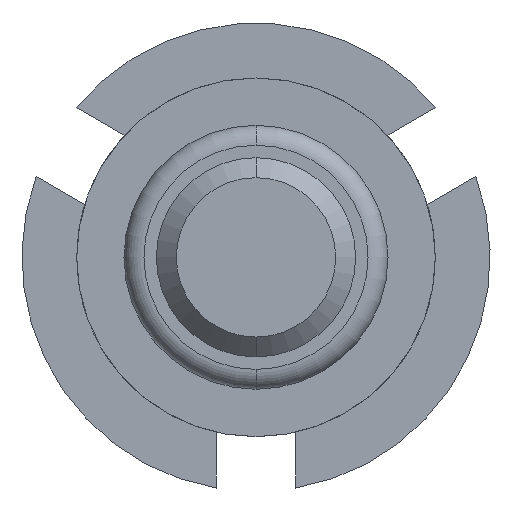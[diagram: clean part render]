
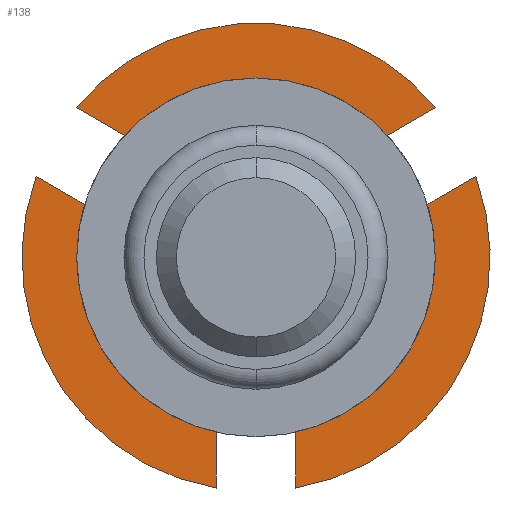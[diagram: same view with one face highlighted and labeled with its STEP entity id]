
A CAD part, front view. The second image highlights one B-rep face of the part: STEP entity #138.
In plain terms, the highlighted planar face has unit normal (0, -1, 0).
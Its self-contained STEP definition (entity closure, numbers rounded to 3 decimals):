
#13 = CARTESIAN_POINT ( 'NONE',  ( -0.4, 5.5, -1.6 ) ) ;
#103 = LINE ( 'NONE', #2599, #846 ) ;
#106 = EDGE_CURVE ( 'Defeature ausgef�hrt4_27+Defeature ausgef�hrt4_26+Defeature ausgef�hrt4_28+Defeature ausgef�hrt4_30', #5060, #3233, #4503, .T. ) ;
#138 = ADVANCED_FACE ( 'Defeature ausgef�hrt4_26', ( #3537, #1363 ), #1969, .T. ) ;
#230 = EDGE_CURVE ( 'Defeature ausgef�hrt4_43+Defeature ausgef�hrt4_26+Defeature ausgef�hrt4_34+Defeature ausgef�hrt4_42', #1313, #3074, #1545, .T. ) ;
#245 = DIRECTION ( 'NONE',  ( 0.5, 0., 0.866 ) ) ;
#264 = EDGE_LOOP ( 'NONE', ( #3586, #2413, #1143, #368 ) ) ;
#318 = VECTOR ( 'NONE', #3093, 1000. ) ;
#331 = EDGE_CURVE ( 'Defeature ausgef�hrt4_37+Defeature ausgef�hrt4_26+Defeature ausgef�hrt4_20+Defeature ausgef�hrt4_36', #2262, #829, #2362, .T. ) ;
#368 = ORIENTED_EDGE ( 'NONE', *, *, #106, .F. ) ;
#402 = ORIENTED_EDGE ( 'NONE', *, *, #4219, .F. ) ;
#487 = LINE ( 'NONE', #1892, #4292 ) ;
#521 = CARTESIAN_POINT ( 'NONE',  ( 1.655, 5.5, 0. ) ) ;
#550 = CARTESIAN_POINT ( 'NONE',  ( 0., 5.5, 0. ) ) ;
#572 = LINE ( 'NONE', #2468, #2538 ) ;
#612 = CARTESIAN_POINT ( 'NONE',  ( 0., 5.5, -1.075 ) ) ;
#631 = ORIENTED_EDGE ( 'NONE', *, *, #3962, .F. ) ;
#633 = AXIS2_PLACEMENT_3D ( 'NONE', #5065, #3132, #3570 ) ;
#716 = CIRCLE ( 'NONE', #1332, 2.35 ) ;
#759 = EDGE_CURVE ( 'Defeature ausgef�hrt4_35+Defeature ausgef�hrt4_26+Defeature ausgef�hrt4_36+Defeature ausgef�hrt4_34', #1409, #1833, #4870, .T. ) ;
#829 = VERTEX_POINT ( 'NONE', #2229 ) ;
#846 = VECTOR ( 'NONE', #980, 1000. ) ;
#887 = ORIENTED_EDGE ( 'NONE', *, *, #759, .F. ) ;
#906 = CARTESIAN_POINT ( 'NONE',  ( 1.586, 5.5, 0.454 ) ) ;
#941 = LINE ( 'NONE', #2304, #3963 ) ;
#980 = DIRECTION ( 'NONE',  ( 0.5, 0., -0.866 ) ) ;
#1069 = ORIENTED_EDGE ( 'NONE', *, *, #1816, .F. ) ;
#1143 = ORIENTED_EDGE ( 'NONE', *, *, #1548, .F. ) ;
#1164 = CARTESIAN_POINT ( 'NONE',  ( -2.205, 5.5, 0.811 ) ) ;
#1313 = VERTEX_POINT ( 'NONE', #1164 ) ;
#1314 = VECTOR ( 'NONE', #3540, 1000. ) ;
#1332 = AXIS2_PLACEMENT_3D ( 'NONE', #2389, #1950, #1971 ) ;
#1363 = FACE_BOUND ( 'NONE', #264, .T. ) ;
#1388 = EDGE_CURVE ( 'Defeature ausgef�hrt4_40+Defeature ausgef�hrt4_26+Defeature ausgef�hrt4_19+Defeature ausgef�hrt4_39', #4567, #2711, #1495, .T. ) ;
#1409 = VERTEX_POINT ( 'NONE', #13 ) ;
#1451 = VECTOR ( 'NONE', #2960, 1000. ) ;
#1491 = VERTEX_POINT ( 'NONE', #2021 ) ;
#1495 = LINE ( 'NONE', #4673, #1314 ) ;
#1545 = LINE ( 'NONE', #3509, #2596 ) ;
#1548 = EDGE_CURVE ( 'Defeature ausgef�hrt4_30+Defeature ausgef�hrt4_26+Defeature ausgef�hrt4_27+Defeature ausgef�hrt4_29', #3233, #4983, #572, .T. ) ;
#1566 = CARTESIAN_POINT ( 'NONE',  ( 0.4, 5.5, 0. ) ) ;
#1575 = CARTESIAN_POINT ( 'NONE',  ( -1.586, 5.5, 0.454 ) ) ;
#1592 = VERTEX_POINT ( 'NONE', #2933 ) ;
#1703 = DIRECTION ( 'NONE',  ( 0.839, 0., -0.545 ) ) ;
#1748 = VERTEX_POINT ( 'NONE', #5019 ) ;
#1761 = VECTOR ( 'NONE', #2139, 1000. ) ;
#1765 = CARTESIAN_POINT ( 'NONE',  ( 0.2, 5.5, -0.346 ) ) ;
#1801 = CIRCLE ( 'NONE', #633, 2.35 ) ;
#1816 = EDGE_CURVE ( 'Defeature ausgef�hrt4_20+Defeature ausgef�hrt4_26+Defeature ausgef�hrt4_38+Defeature ausgef�hrt4_37', #1592, #2262, #1801, .T. ) ;
#1833 = VERTEX_POINT ( 'NONE', #5099 ) ;
#1881 = VERTEX_POINT ( 'NONE', #906 ) ;
#1892 = CARTESIAN_POINT ( 'NONE',  ( 0., 5.5, 1.075 ) ) ;
#1938 = CARTESIAN_POINT ( 'NONE',  ( 1.186, 5.5, 1.146 ) ) ;
#1950 = DIRECTION ( 'NONE',  ( 0., 1., 0. ) ) ;
#1969 = PLANE ( 'NONE',  #3519 ) ;
#1971 = DIRECTION ( 'NONE',  ( 0., 0., -1. ) ) ;
#2021 = CARTESIAN_POINT ( 'NONE',  ( -1.186, 5.5, 1.146 ) ) ;
#2089 = LINE ( 'NONE', #4960, #4541 ) ;
#2139 = DIRECTION ( 'NONE',  ( -0.866, 0., 0.5 ) ) ;
#2144 = LINE ( 'NONE', #4878, #1761 ) ;
#2147 = DIRECTION ( 'NONE',  ( 0.839, 0., 0.545 ) ) ;
#2229 = CARTESIAN_POINT ( 'NONE',  ( 0.4, 5.5, -1.6 ) ) ;
#2262 = VERTEX_POINT ( 'NONE', #4900 ) ;
#2304 = CARTESIAN_POINT ( 'NONE',  ( 0., 5.5, -1.6 ) ) ;
#2326 = EDGE_CURVE ( 'Defeature ausgef�hrt4_19+Defeature ausgef�hrt4_26+Defeature ausgef�hrt4_41+Defeature ausgef�hrt4_40', #2345, #4567, #3543, .T. ) ;
#2345 = VERTEX_POINT ( 'NONE', #4448 ) ;
#2362 = LINE ( 'NONE', #1566, #5055 ) ;
#2375 = ORIENTED_EDGE ( 'NONE', *, *, #331, .F. ) ;
#2389 = CARTESIAN_POINT ( 'NONE',  ( 0., 5.5, 0. ) ) ;
#2413 = ORIENTED_EDGE ( 'NONE', *, *, #3864, .F. ) ;
#2468 = CARTESIAN_POINT ( 'NONE',  ( 0., 5.5, -1.075 ) ) ;
#2479 = DIRECTION ( 'NONE',  ( 0., 1., 0. ) ) ;
#2488 = ORIENTED_EDGE ( 'NONE', *, *, #3287, .F. ) ;
#2493 = EDGE_LOOP ( 'NONE', ( #4701, #2488, #3312, #402, #887, #4573, #2375, #1069, #3162, #631, #3995, #3605 ) ) ;
#2538 = VECTOR ( 'NONE', #1703, 1000. ) ;
#2589 = CARTESIAN_POINT ( 'NONE',  ( -0.4, 5.5, 0. ) ) ;
#2596 = VECTOR ( 'NONE', #2734, 1000. ) ;
#2599 = CARTESIAN_POINT ( 'NONE',  ( 1.386, 5.5, 0.8 ) ) ;
#2609 = EDGE_CURVE ( 'Defeature ausgef�hrt4_36+Defeature ausgef�hrt4_26+Defeature ausgef�hrt4_37+Defeature ausgef�hrt4_35', #829, #1409, #941, .T. ) ;
#2646 = DIRECTION ( 'NONE',  ( -0.839, 0., 0.545 ) ) ;
#2711 = VERTEX_POINT ( 'NONE', #1938 ) ;
#2734 = DIRECTION ( 'NONE',  ( 0.866, 0., -0.5 ) ) ;
#2933 = CARTESIAN_POINT ( 'NONE',  ( 2.205, 5.5, 0.811 ) ) ;
#2960 = DIRECTION ( 'NONE',  ( 0.866, 0., 0.5 ) ) ;
#2977 = DIRECTION ( 'NONE',  ( 0., 0., -1. ) ) ;
#3057 = CARTESIAN_POINT ( 'NONE',  ( -1.655, 5.5, 0. ) ) ;
#3074 = VERTEX_POINT ( 'NONE', #1575 ) ;
#3093 = DIRECTION ( 'NONE',  ( -0.839, 0., -0.545 ) ) ;
#3132 = DIRECTION ( 'NONE',  ( 0., 1., 0. ) ) ;
#3137 = DIRECTION ( 'NONE',  ( 0., -1., 0. ) ) ;
#3162 = ORIENTED_EDGE ( 'NONE', *, *, #3553, .F. ) ;
#3187 = EDGE_CURVE ( 'Defeature ausgef�hrt4_28+Defeature ausgef�hrt4_26+Defeature ausgef�hrt4_29+Defeature ausgef�hrt4_27', #1748, #5060, #487, .T. ) ;
#3233 = VERTEX_POINT ( 'NONE', #4598 ) ;
#3287 = EDGE_CURVE ( 'Defeature ausgef�hrt4_42+Defeature ausgef�hrt4_26+Defeature ausgef�hrt4_43+Defeature ausgef�hrt4_41', #3074, #1491, #2089, .T. ) ;
#3298 = DIRECTION ( 'NONE',  ( 0., 0., -1. ) ) ;
#3312 = ORIENTED_EDGE ( 'NONE', *, *, #230, .F. ) ;
#3363 = CARTESIAN_POINT ( 'NONE',  ( 0., 5.5, 1.075 ) ) ;
#3472 = DIRECTION ( 'NONE',  ( 0., 0., -1. ) ) ;
#3509 = CARTESIAN_POINT ( 'NONE',  ( -0.2, 5.5, -0.346 ) ) ;
#3519 = AXIS2_PLACEMENT_3D ( 'NONE', #4299, #3137, #3472 ) ;
#3537 = FACE_OUTER_BOUND ( 'NONE', #2493, .T. ) ;
#3540 = DIRECTION ( 'NONE',  ( -0.866, 0., -0.5 ) ) ;
#3543 = CIRCLE ( 'NONE', #4493, 2.35 ) ;
#3553 = EDGE_CURVE ( 'Defeature ausgef�hrt4_38+Defeature ausgef�hrt4_26+Defeature ausgef�hrt4_39+Defeature ausgef�hrt4_20', #1881, #1592, #3759, .T. ) ;
#3570 = DIRECTION ( 'NONE',  ( 0., 0., -1. ) ) ;
#3586 = ORIENTED_EDGE ( 'NONE', *, *, #3187, .F. ) ;
#3605 = ORIENTED_EDGE ( 'NONE', *, *, #2326, .F. ) ;
#3759 = LINE ( 'NONE', #1765, #1451 ) ;
#3864 = EDGE_CURVE ( 'Defeature ausgef�hrt4_29+Defeature ausgef�hrt4_26+Defeature ausgef�hrt4_30+Defeature ausgef�hrt4_28', #4983, #1748, #3928, .T. ) ;
#3928 = LINE ( 'NONE', #521, #4783 ) ;
#3958 = VECTOR ( 'NONE', #2977, 1000. ) ;
#3962 = EDGE_CURVE ( 'Defeature ausgef�hrt4_39+Defeature ausgef�hrt4_26+Defeature ausgef�hrt4_40+Defeature ausgef�hrt4_38', #2711, #1881, #103, .T. ) ;
#3963 = VECTOR ( 'NONE', #4267, 1000. ) ;
#3995 = ORIENTED_EDGE ( 'NONE', *, *, #1388, .F. ) ;
#4219 = EDGE_CURVE ( 'Defeature ausgef�hrt4_34+Defeature ausgef�hrt4_26+Defeature ausgef�hrt4_35+Defeature ausgef�hrt4_43', #1833, #1313, #716, .T. ) ;
#4267 = DIRECTION ( 'NONE',  ( -1., 0., 0. ) ) ;
#4292 = VECTOR ( 'NONE', #2646, 1000. ) ;
#4299 = CARTESIAN_POINT ( 'NONE',  ( 0., 5.5, 0. ) ) ;
#4448 = CARTESIAN_POINT ( 'NONE',  ( -1.805, 5.5, 1.504 ) ) ;
#4493 = AXIS2_PLACEMENT_3D ( 'NONE', #550, #2479, #3298 ) ;
#4503 = LINE ( 'NONE', #3057, #318 ) ;
#4541 = VECTOR ( 'NONE', #245, 1000. ) ;
#4567 = VERTEX_POINT ( 'NONE', #4963 ) ;
#4573 = ORIENTED_EDGE ( 'NONE', *, *, #2609, .F. ) ;
#4577 = EDGE_CURVE ( 'Defeature ausgef�hrt4_41+Defeature ausgef�hrt4_26+Defeature ausgef�hrt4_42+Defeature ausgef�hrt4_19', #1491, #2345, #2144, .T. ) ;
#4598 = CARTESIAN_POINT ( 'NONE',  ( -1.655, 5.5, 0. ) ) ;
#4625 = DIRECTION ( 'NONE',  ( 0., 0., 1. ) ) ;
#4673 = CARTESIAN_POINT ( 'NONE',  ( -0.2, 5.5, 0.346 ) ) ;
#4701 = ORIENTED_EDGE ( 'NONE', *, *, #4577, .F. ) ;
#4783 = VECTOR ( 'NONE', #2147, 1000. ) ;
#4870 = LINE ( 'NONE', #2589, #3958 ) ;
#4878 = CARTESIAN_POINT ( 'NONE',  ( 0.2, 5.5, 0.346 ) ) ;
#4900 = CARTESIAN_POINT ( 'NONE',  ( 0.4, 5.5, -2.316 ) ) ;
#4960 = CARTESIAN_POINT ( 'NONE',  ( -1.386, 5.5, 0.8 ) ) ;
#4963 = CARTESIAN_POINT ( 'NONE',  ( 1.805, 5.5, 1.504 ) ) ;
#4983 = VERTEX_POINT ( 'NONE', #612 ) ;
#5019 = CARTESIAN_POINT ( 'NONE',  ( 1.655, 5.5, 0. ) ) ;
#5055 = VECTOR ( 'NONE', #4625, 1000. ) ;
#5060 = VERTEX_POINT ( 'NONE', #3363 ) ;
#5065 = CARTESIAN_POINT ( 'NONE',  ( 0., 5.5, 0. ) ) ;
#5099 = CARTESIAN_POINT ( 'NONE',  ( -0.4, 5.5, -2.316 ) ) ;
